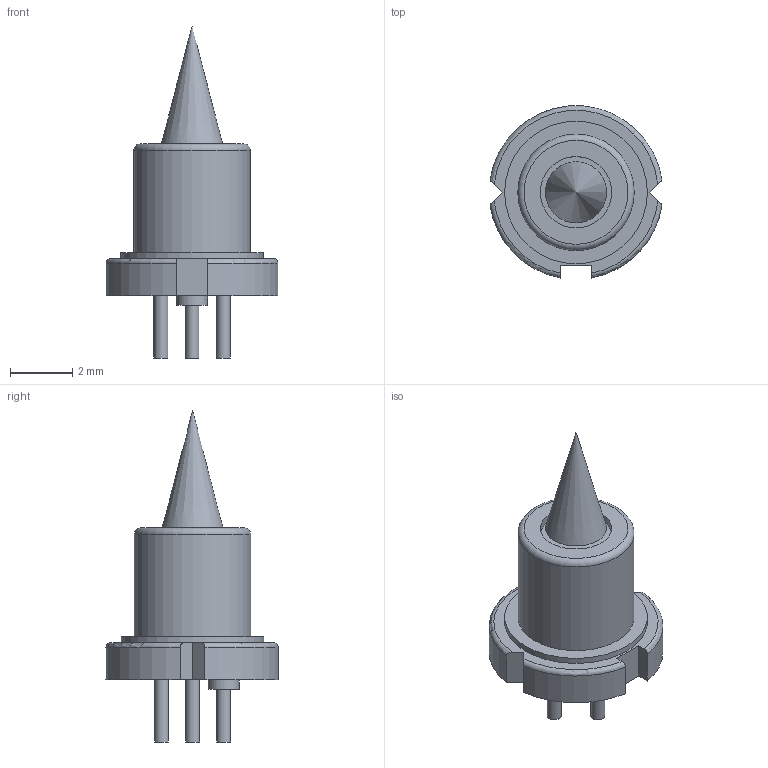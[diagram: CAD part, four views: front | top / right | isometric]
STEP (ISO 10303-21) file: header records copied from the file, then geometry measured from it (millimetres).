
FILE_DESCRIPTION(/* description */ (''),/* implementation_level */ '2;1');
FILE_NAME(/* name */ 'L1570P5DFB.step',/* time_stamp */ '2024-07-07T10:43:18+02:00',/* author */ (''),/* organization */ (''),/* preprocessor_version */ 'ST-DEVELOPER v20',/* originating_system */ 'Autodesk Translation Framework v13.14.0.145',/* authorisation */ '');
FILE_SCHEMA (('AUTOMOTIVE_DESIGN { 1 0 10303 214 3 1 1 }'));
Length unit declared in the file: millimetre
Products named in the file (1): L1570P5DFB-Step
Bounding box: 5.54 x 5.55 x 10.7 mm (x, y, z)
Volume: 47.3 mm3; surface area: 197.2 mm2
Topology: 3 solids, 3 shells, 43 faces, 80 edges, 53 vertices
Faces by surface type: plane 23, cylinder 15, torus 4, cone 1
Full cylindrical faces by diameter (mm): 0.01 x1, 0.11 x1, 0.45 x4, 1 x1, 2.3 x1, 2.5 x1, 3.25 x1, 3.75 x1, 4.6 x1
Entity records: 1159 total; most frequent: CARTESIAN_POINT 212, DIRECTION 201, ORIENTED_EDGE 158, AXIS2_PLACEMENT_3D 82, EDGE_CURVE 79, EDGE_LOOP 54, VERTEX_POINT 53, FACE_OUTER_BOUND 43
